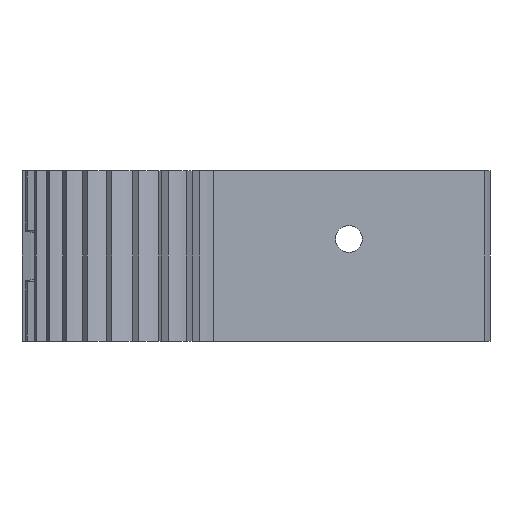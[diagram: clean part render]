
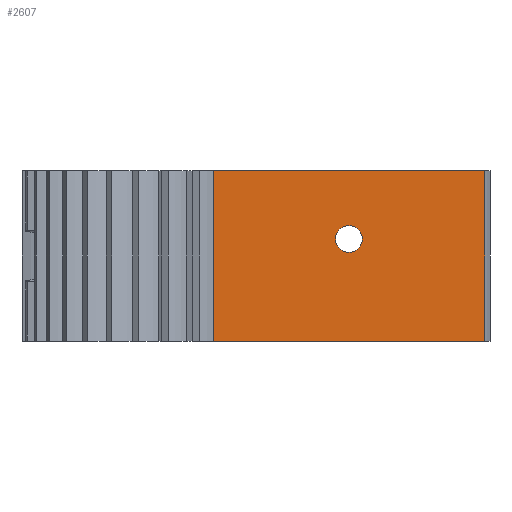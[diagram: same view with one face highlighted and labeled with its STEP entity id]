
A CAD part, front view. The second image highlights one B-rep face of the part: STEP entity #2607.
In plain terms, the highlighted planar face has unit normal (0, -1, 0).
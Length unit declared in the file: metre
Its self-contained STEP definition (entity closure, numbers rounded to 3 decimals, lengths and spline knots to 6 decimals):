
#45=PLANE('',#2760);
#132=LINE('',#3685,#324);
#301=LINE('',#8245,#493);
#303=LINE('',#8251,#495);
#304=LINE('',#8252,#496);
#324=VECTOR('',#2827,1.);
#493=VECTOR('',#3224,1.);
#495=VECTOR('',#3230,1.);
#496=VECTOR('',#3231,1.);
#558=CIRCLE('',#2761,0.001575);
#1110=ORIENTED_EDGE('',*,*,#1411,.T.);
#1111=ORIENTED_EDGE('',*,*,#1750,.T.);
#1112=ORIENTED_EDGE('',*,*,#1747,.F.);
#1113=ORIENTED_EDGE('',*,*,#1751,.F.);
#1114=ORIENTED_EDGE('',*,*,#1752,.F.);
#1411=EDGE_CURVE('',#1797,#1798,#132,.T.);
#1747=EDGE_CURVE('',#2015,#2016,#301,.T.);
#1750=EDGE_CURVE('',#1798,#2016,#303,.T.);
#1751=EDGE_CURVE('',#1797,#2015,#304,.T.);
#1752=EDGE_CURVE('',#2018,#2018,#558,.T.);
#1797=VERTEX_POINT('',#3686);
#1798=VERTEX_POINT('',#3687);
#2015=VERTEX_POINT('',#8244);
#2016=VERTEX_POINT('',#8246);
#2018=VERTEX_POINT('',#8254);
#2287=EDGE_LOOP('',(#1110,#1111,#1112,#1113));
#2288=EDGE_LOOP('',(#1114));
#2431=FACE_BOUND('',#2287,.T.);
#2432=FACE_BOUND('',#2288,.T.);
#2607=ADVANCED_FACE('',(#2431,#2432),#45,.F.);
#2760=AXIS2_PLACEMENT_3D('',#8250,#3228,#3229);
#2761=AXIS2_PLACEMENT_3D('',#8253,#3232,#3233);
#2827=DIRECTION('',(0.,0.,1.));
#3224=DIRECTION('',(0.,0.,1.));
#3228=DIRECTION('',(0.,1.,0.));
#3229=DIRECTION('',(0.,0.,1.));
#3230=DIRECTION('',(-1.,0.,0.));
#3231=DIRECTION('',(-1.,0.,0.));
#3232=DIRECTION('',(0.,-1.,0.));
#3233=DIRECTION('',(0.,0.,-1.));
#3685=CARTESIAN_POINT('',(0.068815,0.02,-0.0175));
#3686=CARTESIAN_POINT('',(0.068815,0.02,-0.00625));
#3687=CARTESIAN_POINT('',(0.068815,0.02,0.01375));
#8244=CARTESIAN_POINT('',(0.036875,0.02,-0.00625));
#8245=CARTESIAN_POINT('',(0.036875,0.02,-0.0175));
#8246=CARTESIAN_POINT('',(0.036875,0.02,0.01375));
#8250=CARTESIAN_POINT('',(0.046875,0.02,-0.0175));
#8251=CARTESIAN_POINT('',(0.046875,0.02,0.01375));
#8252=CARTESIAN_POINT('',(0.046875,0.02,-0.00625));
#8253=CARTESIAN_POINT('',(0.052845,0.02,0.00575));
#8254=CARTESIAN_POINT('',(0.052845,0.02,0.004175));
